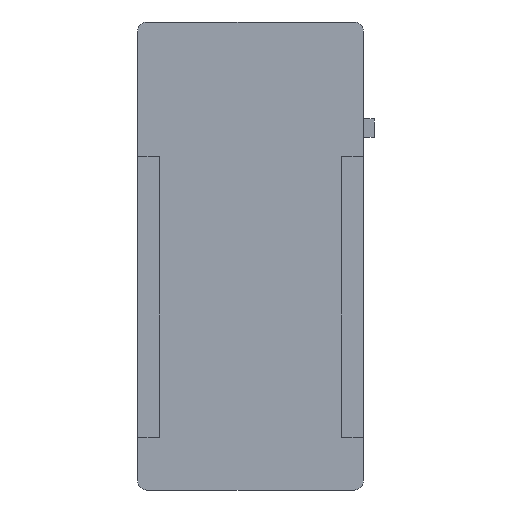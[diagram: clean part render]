
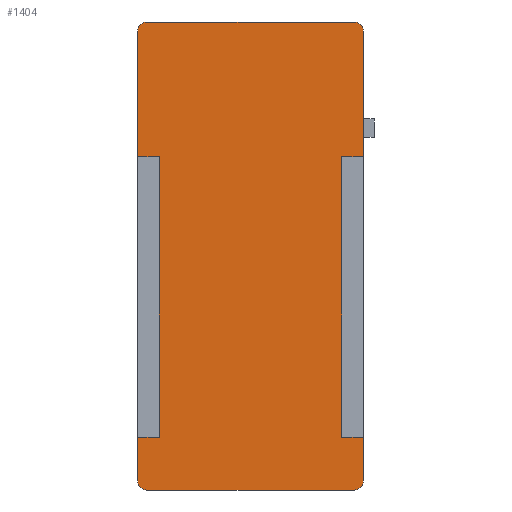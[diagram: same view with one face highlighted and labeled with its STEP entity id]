
A CAD part, front view. The second image highlights one B-rep face of the part: STEP entity #1404.
In plain terms, the highlighted planar face has unit normal (0, -1, 0).
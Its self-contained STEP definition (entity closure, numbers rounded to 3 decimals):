
#126=DIRECTION('',(0.,0.,1.));
#127=VECTOR('',#126,4.8);
#128=CARTESIAN_POINT('',(57.8,-0.3,-24.65));
#129=LINE('',#128,#127);
#147=DIRECTION('',(0.,0.,1.));
#148=VECTOR('',#147,13.8);
#149=CARTESIAN_POINT('',(57.8,-0.3,10.95));
#150=LINE('',#149,#148);
#231=CARTESIAN_POINT('',(56.8,-0.3,-24.65));
#232=DIRECTION('',(0.,1.,0.));
#233=DIRECTION('',(1.,0.,0.));
#234=AXIS2_PLACEMENT_3D('',#231,#232,#233);
#239=CARTESIAN_POINT('',(34.,-0.3,-24.65));
#240=DIRECTION('',(0.,1.,0.));
#241=DIRECTION('',(0.,0.,-1.));
#242=AXIS2_PLACEMENT_3D('',#239,#240,#241);
#247=DIRECTION('',(1.,0.,0.));
#248=VECTOR('',#247,2.4);
#249=CARTESIAN_POINT('',(33.,-0.3,-19.85));
#250=LINE('',#249,#248);
#254=DIRECTION('',(0.,0.,1.));
#255=VECTOR('',#254,30.8);
#256=CARTESIAN_POINT('',(35.4,-0.3,-19.85));
#257=LINE('',#256,#255);
#261=DIRECTION('',(-1.,0.,0.));
#262=VECTOR('',#261,2.4);
#263=CARTESIAN_POINT('',(35.4,-0.3,10.95));
#264=LINE('',#263,#262);
#268=CARTESIAN_POINT('',(34.,-0.3,24.75));
#269=DIRECTION('',(0.,1.,0.));
#270=DIRECTION('',(-1.,0.,0.));
#271=AXIS2_PLACEMENT_3D('',#268,#269,#270);
#276=CARTESIAN_POINT('',(56.8,-0.3,24.75));
#277=DIRECTION('',(0.,1.,0.));
#278=DIRECTION('',(0.,0.,1.));
#279=AXIS2_PLACEMENT_3D('',#276,#277,#278);
#284=DIRECTION('',(-1.,0.,0.));
#285=VECTOR('',#284,2.4);
#286=CARTESIAN_POINT('',(57.8,-0.3,10.95));
#287=LINE('',#286,#285);
#291=DIRECTION('',(0.,0.,-1.));
#292=VECTOR('',#291,30.8);
#293=CARTESIAN_POINT('',(55.4,-0.3,10.95));
#294=LINE('',#293,#292);
#298=DIRECTION('',(1.,0.,0.));
#299=VECTOR('',#298,2.4);
#300=CARTESIAN_POINT('',(55.4,-0.3,-19.85));
#301=LINE('',#300,#299);
#305=DIRECTION('',(1.,0.,0.));
#306=VECTOR('',#305,22.8);
#307=CARTESIAN_POINT('',(34.,-0.3,-25.65));
#308=LINE('',#307,#306);
#326=DIRECTION('',(0.,0.,-1.));
#327=VECTOR('',#326,13.8);
#328=CARTESIAN_POINT('',(33.,-0.3,24.75));
#329=LINE('',#328,#327);
#347=DIRECTION('',(0.,0.,-1.));
#348=VECTOR('',#347,4.8);
#349=CARTESIAN_POINT('',(33.,-0.3,-19.85));
#350=LINE('',#349,#348);
#368=DIRECTION('',(-1.,0.,0.));
#369=VECTOR('',#368,22.8);
#370=CARTESIAN_POINT('',(56.8,-0.3,25.75));
#371=LINE('',#370,#369);
#1083=CARTESIAN_POINT('',(57.8,-0.3,-24.65));
#1084=VERTEX_POINT('',#1083);
#1085=CARTESIAN_POINT('',(57.8,-0.3,-19.85));
#1086=VERTEX_POINT('',#1085);
#1091=CARTESIAN_POINT('',(57.8,-0.3,10.95));
#1092=VERTEX_POINT('',#1091);
#1093=CARTESIAN_POINT('',(57.8,-0.3,24.75));
#1094=VERTEX_POINT('',#1093);
#1105=CARTESIAN_POINT('',(56.8,-0.3,-25.65));
#1106=VERTEX_POINT('',#1105);
#1107=CARTESIAN_POINT('',(34.,-0.3,-25.65));
#1108=VERTEX_POINT('',#1107);
#1109=CARTESIAN_POINT('',(33.,-0.3,-24.65));
#1110=VERTEX_POINT('',#1109);
#1111=CARTESIAN_POINT('',(33.,-0.3,-19.85));
#1112=VERTEX_POINT('',#1111);
#1113=CARTESIAN_POINT('',(35.4,-0.3,-19.85));
#1114=VERTEX_POINT('',#1113);
#1115=CARTESIAN_POINT('',(35.4,-0.3,10.95));
#1116=VERTEX_POINT('',#1115);
#1117=CARTESIAN_POINT('',(33.,-0.3,10.95));
#1118=VERTEX_POINT('',#1117);
#1119=CARTESIAN_POINT('',(33.,-0.3,24.75));
#1120=VERTEX_POINT('',#1119);
#1121=CARTESIAN_POINT('',(34.,-0.3,25.75));
#1122=VERTEX_POINT('',#1121);
#1123=CARTESIAN_POINT('',(56.8,-0.3,25.75));
#1124=VERTEX_POINT('',#1123);
#1125=CARTESIAN_POINT('',(55.4,-0.3,10.95));
#1126=VERTEX_POINT('',#1125);
#1127=CARTESIAN_POINT('',(55.4,-0.3,-19.85));
#1128=VERTEX_POINT('',#1127);
#1368=CARTESIAN_POINT('',(0.,-0.3,0.));
#1369=DIRECTION('',(0.,1.,0.));
#1370=DIRECTION('',(1.,0.,0.));
#1371=AXIS2_PLACEMENT_3D('',#1368,#1369,#1370);
#1372=PLANE('',#1371);
#1373=ORIENTED_EDGE('',*,*,#1359,.T.);
#1375=ORIENTED_EDGE('',*,*,#1374,.F.);
#1377=ORIENTED_EDGE('',*,*,#1376,.T.);
#1379=ORIENTED_EDGE('',*,*,#1378,.F.);
#1381=ORIENTED_EDGE('',*,*,#1380,.T.);
#1383=ORIENTED_EDGE('',*,*,#1382,.T.);
#1385=ORIENTED_EDGE('',*,*,#1384,.T.);
#1387=ORIENTED_EDGE('',*,*,#1386,.F.);
#1389=ORIENTED_EDGE('',*,*,#1388,.T.);
#1391=ORIENTED_EDGE('',*,*,#1390,.F.);
#1393=ORIENTED_EDGE('',*,*,#1392,.T.);
#1394=ORIENTED_EDGE('',*,*,#1298,.F.);
#1396=ORIENTED_EDGE('',*,*,#1395,.T.);
#1398=ORIENTED_EDGE('',*,*,#1397,.T.);
#1400=ORIENTED_EDGE('',*,*,#1399,.T.);
#1401=ORIENTED_EDGE('',*,*,#1290,.F.);
#1402=EDGE_LOOP('',(#1373,#1375,#1377,#1379,#1381,#1383,#1385,#1387,#1389,#1391,
#1393,#1394,#1396,#1398,#1400,#1401));
#1403=FACE_OUTER_BOUND('',#1402,.F.);
#235=CIRCLE('',#234,1.);
#243=CIRCLE('',#242,1.);
#272=CIRCLE('',#271,1.);
#280=CIRCLE('',#279,1.);
#1290=EDGE_CURVE('',#1084,#1086,#129,.T.);
#1298=EDGE_CURVE('',#1092,#1094,#150,.T.);
#1359=EDGE_CURVE('',#1084,#1106,#235,.T.);
#1374=EDGE_CURVE('',#1108,#1106,#308,.T.);
#1376=EDGE_CURVE('',#1108,#1110,#243,.T.);
#1378=EDGE_CURVE('',#1112,#1110,#350,.T.);
#1380=EDGE_CURVE('',#1112,#1114,#250,.T.);
#1382=EDGE_CURVE('',#1114,#1116,#257,.T.);
#1384=EDGE_CURVE('',#1116,#1118,#264,.T.);
#1386=EDGE_CURVE('',#1120,#1118,#329,.T.);
#1388=EDGE_CURVE('',#1120,#1122,#272,.T.);
#1390=EDGE_CURVE('',#1124,#1122,#371,.T.);
#1392=EDGE_CURVE('',#1124,#1094,#280,.T.);
#1395=EDGE_CURVE('',#1092,#1126,#287,.T.);
#1397=EDGE_CURVE('',#1126,#1128,#294,.T.);
#1399=EDGE_CURVE('',#1128,#1086,#301,.T.);
#1404=ADVANCED_FACE('',(#1403),#1372,.F.);
